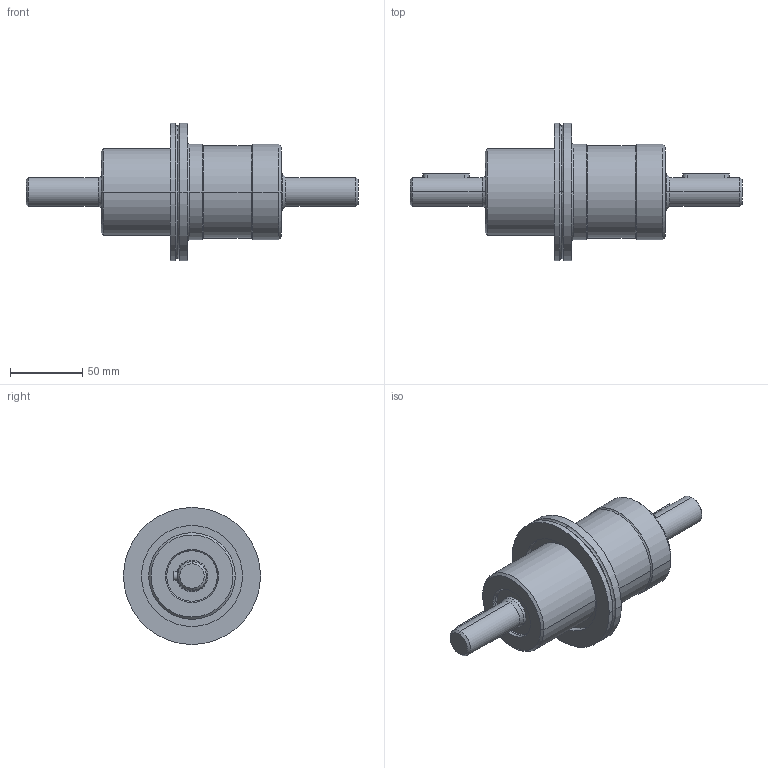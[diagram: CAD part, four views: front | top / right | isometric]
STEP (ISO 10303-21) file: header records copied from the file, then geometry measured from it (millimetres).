
FILE_DESCRIPTION(('FreeCAD Model'),'2;1');
FILE_NAME( 'FRE-ISO63K.stp', '2022-01-20T10:40:05',('Author'),(''), 'Open CASCADE STEP processor 7.3','FreeCAD','Unknown');
FILE_SCHEMA(('AUTOMOTIVE_DESIGN { 1 0 10303 214 1 1 1 1 }'));
Length unit declared in the file: millimetre
Products named in the file (1): FRE-ISO63K
Bounding box: 230 x 95 x 95 mm (x, y, z)
Volume: 455658.8 mm3; surface area: 50993.3 mm2
Topology: 1 solids, 1 shells, 77 faces, 177 edges, 113 vertices
Faces by surface type: cylinder 34, plane 17, cone 16, bspline 10
Entity records: 6633 total; most frequent: CARTESIAN_POINT 3088, DIRECTION 670, ORIENTED_EDGE 354, PCURVE 354, DEFINITIONAL_REPRESENTATION 354, LINE 298, VECTOR 298, EDGE_CURVE 177
